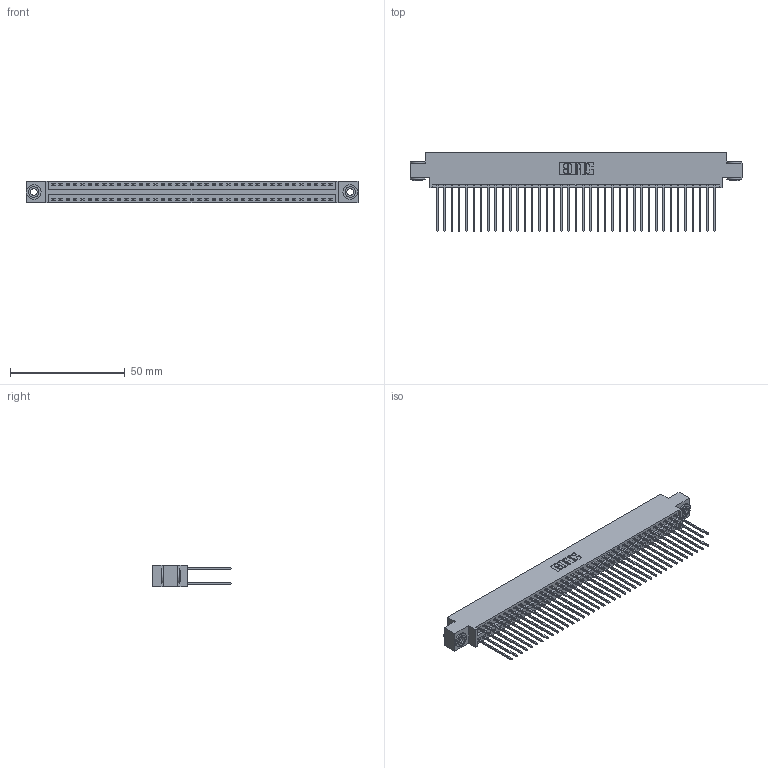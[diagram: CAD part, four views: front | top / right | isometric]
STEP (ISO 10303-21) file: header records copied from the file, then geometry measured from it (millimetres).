
FILE_DESCRIPTION (( 'STEP AP203' ), '1' );
FILE_NAME ('346-078-541-803.STEP', '2022-05-25T14:15:52', ( '' ), ( '' ), 'SwSTEP 2.0', 'SolidWorks 2020', '' );
FILE_SCHEMA (( 'CONFIG_CONTROL_DESIGN' ));
Length unit declared in the file: inch
Products named in the file (4): 346-078-541-803; 346 Part_0.170 Offset - 0.156 Dia-TH; 345-250-002_345-250-002-102; 345-292-001_345-293-141
Assembly tree (81 placements, depth 2):
  346-078-541-803
    346 Part_0.170 Offset - 0.156 Dia-TH
    345-292-001_345-293-141  x78
    345-250-002_345-250-002-102  x2
Bounding box: 144.4 x 34.29 x 9.4 mm (x, y, z)
Volume: 14351.6 mm3; surface area: 22254.5 mm2
Topology: 81 solids, 81 shells, 4234 faces, 12543 edges, 8254 vertices
Faces by surface type: plane 2834, cylinder 1392, cone 8
Entity records: 27072 total; most frequent: CARTESIAN_POINT 4449, ORIENTED_EDGE 4374, DIRECTION 4001, EDGE_CURVE 2187, VECTOR 1875, LINE 1875, VERTEX_POINT 1454, AXIS2_PLACEMENT_3D 1063
